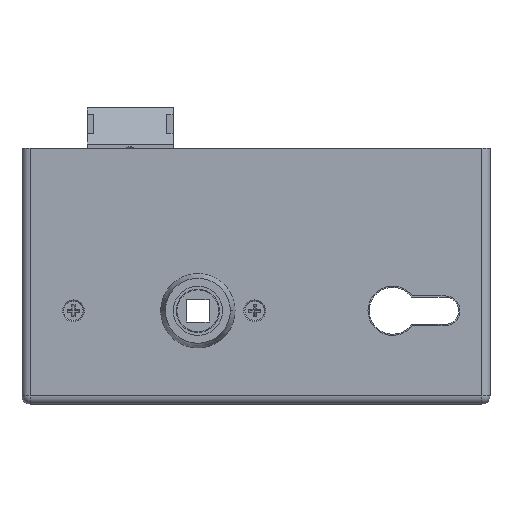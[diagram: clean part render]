
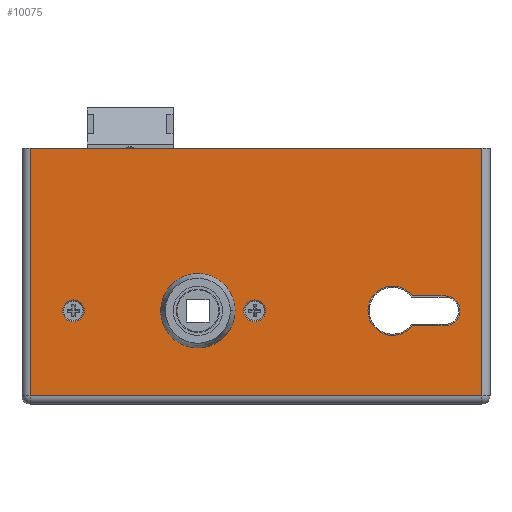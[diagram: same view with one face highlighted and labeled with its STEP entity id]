
A CAD part, left-side view. The second image highlights one B-rep face of the part: STEP entity #10075.
In plain terms, the highlighted planar face has unit normal (-1, 0, 0).
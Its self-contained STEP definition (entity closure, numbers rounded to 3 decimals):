
#87 = AXIS2_PLACEMENT_3D ( 'NONE', #18363, #18079, #11674 ) ;
#105 = DIRECTION ( 'NONE',  ( 0., 1., 0. ) ) ;
#245 = AXIS2_PLACEMENT_3D ( 'NONE', #17340, #4801, #11333 ) ;
#339 = ORIENTED_EDGE ( 'NONE', *, *, #6929, .T. ) ;
#369 = EDGE_CURVE ( 'NONE', #4572, #6797, #19337, .T. ) ;
#461 = CARTESIAN_POINT ( 'NONE',  ( -15., -69.9, -18.25 ) ) ;
#639 = EDGE_LOOP ( 'NONE', ( #21066, #18437 ) ) ;
#910 = DIRECTION ( 'NONE',  ( 0., 0., 1. ) ) ;
#1062 = CIRCLE ( 'NONE', #4472, 4. ) ;
#1531 = VECTOR ( 'NONE', #6367, 1000. ) ;
#1532 = EDGE_CURVE ( 'NONE', #1775, #6176, #8024, .T. ) ;
#1775 = VERTEX_POINT ( 'NONE', #8736 ) ;
#2077 = VERTEX_POINT ( 'NONE', #6691 ) ;
#2161 = DIRECTION ( 'NONE',  ( 1., 0., 0. ) ) ;
#2277 = CARTESIAN_POINT ( 'NONE',  ( -15., 0.5, -12.75 ) ) ;
#2531 = EDGE_LOOP ( 'NONE', ( #7821, #17943, #14712, #21254 ) ) ;
#2971 = AXIS2_PLACEMENT_3D ( 'NONE', #20732, #10894, #910 ) ;
#3008 = VERTEX_POINT ( 'NONE', #12910 ) ;
#3030 = DIRECTION ( 'NONE',  ( 0., -1., 0. ) ) ;
#3176 = DIRECTION ( 'NONE',  ( 0., 1., 0. ) ) ;
#3215 = EDGE_CURVE ( 'NONE', #20286, #2077, #1062, .T. ) ;
#3262 = CARTESIAN_POINT ( 'NONE',  ( -15., -50.5, -12.75 ) ) ;
#3422 = DIRECTION ( 'NONE',  ( 1., 0., 0. ) ) ;
#3545 = DIRECTION ( 'NONE',  ( 0., 0., 1. ) ) ;
#3629 = FACE_BOUND ( 'NONE', #13815, .T. ) ;
#4447 = CARTESIAN_POINT ( 'NONE',  ( -15., -69.9, -7.25 ) ) ;
#4472 = AXIS2_PLACEMENT_3D ( 'NONE', #16534, #13547, #3545 ) ;
#4572 = VERTEX_POINT ( 'NONE', #461 ) ;
#4712 = AXIS2_PLACEMENT_3D ( 'NONE', #2277, #8957, #7434 ) ;
#4801 = DIRECTION ( 'NONE',  ( 1., 0., 0. ) ) ;
#5243 = ORIENTED_EDGE ( 'NONE', *, *, #8860, .T. ) ;
#5579 = LINE ( 'NONE', #16941, #18618 ) ;
#5685 = ORIENTED_EDGE ( 'NONE', *, *, #7457, .T. ) ;
#5763 = EDGE_CURVE ( 'NONE', #20783, #12846, #17086, .T. ) ;
#5958 = EDGE_CURVE ( 'NONE', #3008, #6873, #7836, .T. ) ;
#5985 = DIRECTION ( 'NONE',  ( 0., 1., 0. ) ) ;
#6176 = VERTEX_POINT ( 'NONE', #14106 ) ;
#6248 = VECTOR ( 'NONE', #10293, 1000. ) ;
#6345 = CARTESIAN_POINT ( 'NONE',  ( -15., 86.5, 47.25 ) ) ;
#6367 = DIRECTION ( 'NONE',  ( 0., 0., 1. ) ) ;
#6691 = CARTESIAN_POINT ( 'NONE',  ( -15., 67.5, -16.75 ) ) ;
#6797 = VERTEX_POINT ( 'NONE', #17137 ) ;
#6873 = VERTEX_POINT ( 'NONE', #17276 ) ;
#6929 = EDGE_CURVE ( 'NONE', #6797, #1775, #20856, .T. ) ;
#6989 = LINE ( 'NONE', #6345, #15214 ) ;
#7298 = EDGE_CURVE ( 'NONE', #6873, #3008, #20592, .T. ) ;
#7434 = DIRECTION ( 'NONE',  ( 0., 0., 1. ) ) ;
#7457 = EDGE_CURVE ( 'NONE', #19746, #4572, #10622, .T. ) ;
#7502 = FACE_BOUND ( 'NONE', #11008, .T. ) ;
#7549 = ORIENTED_EDGE ( 'NONE', *, *, #15882, .F. ) ;
#7713 = DIRECTION ( 'NONE',  ( 0., -1., 0. ) ) ;
#7821 = ORIENTED_EDGE ( 'NONE', *, *, #14746, .T. ) ;
#7836 = CIRCLE ( 'NONE', #87, 4. ) ;
#8024 = CIRCLE ( 'NONE', #9351, 9.1 ) ;
#8175 = VERTEX_POINT ( 'NONE', #12114 ) ;
#8241 = CARTESIAN_POINT ( 'NONE',  ( -15., 21.5, -12.75 ) ) ;
#8634 = CARTESIAN_POINT ( 'NONE',  ( -15., -69.9, -7.25 ) ) ;
#8736 = CARTESIAN_POINT ( 'NONE',  ( -15., -41.4, -12.75 ) ) ;
#8769 = EDGE_LOOP ( 'NONE', ( #5243, #5685, #11639, #339, #10559 ) ) ;
#8772 = DIRECTION ( 'NONE',  ( 0., 0., -1. ) ) ;
#8860 = EDGE_CURVE ( 'NONE', #6176, #19746, #15510, .T. ) ;
#8957 = DIRECTION ( 'NONE',  ( -1., 0., 0. ) ) ;
#9218 = PLANE ( 'NONE',  #14740 ) ;
#9351 = AXIS2_PLACEMENT_3D ( 'NONE', #3262, #19744, #105 ) ;
#9555 = FACE_OUTER_BOUND ( 'NONE', #2531, .T. ) ;
#9581 = DIRECTION ( 'NONE',  ( 0., 1., 0. ) ) ;
#10075 = ADVANCED_FACE ( 'NONE', ( #7502, #13683, #3629, #9555, #16991 ), #9218, .F. ) ;
#10293 = DIRECTION ( 'NONE',  ( 0., -1., 0. ) ) ;
#10338 = CIRCLE ( 'NONE', #2971, 4. ) ;
#10554 = ORIENTED_EDGE ( 'NONE', *, *, #3215, .F. ) ;
#10559 = ORIENTED_EDGE ( 'NONE', *, *, #1532, .T. ) ;
#10622 = CIRCLE ( 'NONE', #12420, 5.5 ) ;
#10744 = CIRCLE ( 'NONE', #19624, 10.25 ) ;
#10894 = DIRECTION ( 'NONE',  ( -1., 0., 0. ) ) ;
#11008 = EDGE_LOOP ( 'NONE', ( #10554, #7549 ) ) ;
#11333 = DIRECTION ( 'NONE',  ( 0., 1., 0. ) ) ;
#11639 = ORIENTED_EDGE ( 'NONE', *, *, #369, .T. ) ;
#11674 = DIRECTION ( 'NONE',  ( 0., 0., 1. ) ) ;
#12114 = CARTESIAN_POINT ( 'NONE',  ( -15., -83.5, -44.25 ) ) ;
#12420 = AXIS2_PLACEMENT_3D ( 'NONE', #19369, #14755, #3176 ) ;
#12437 = VERTEX_POINT ( 'NONE', #19562 ) ;
#12619 = CARTESIAN_POINT ( 'NONE',  ( -15., 83.5, -44.25 ) ) ;
#12660 = LINE ( 'NONE', #14469, #13697 ) ;
#12846 = VERTEX_POINT ( 'NONE', #14427 ) ;
#12910 = CARTESIAN_POINT ( 'NONE',  ( -15., 0.5, -8.75 ) ) ;
#12928 = CARTESIAN_POINT ( 'NONE',  ( -15., 67.5, -8.75 ) ) ;
#13000 = DIRECTION ( 'NONE',  ( 0., 1., 0. ) ) ;
#13292 = VERTEX_POINT ( 'NONE', #18970 ) ;
#13315 = AXIS2_PLACEMENT_3D ( 'NONE', #18487, #2161, #13659 ) ;
#13547 = DIRECTION ( 'NONE',  ( -1., 0., 0. ) ) ;
#13659 = DIRECTION ( 'NONE',  ( 0., 1., 0. ) ) ;
#13683 = FACE_BOUND ( 'NONE', #8769, .T. ) ;
#13697 = VECTOR ( 'NONE', #3030, 1000. ) ;
#13815 = EDGE_LOOP ( 'NONE', ( #20744, #15646 ) ) ;
#14106 = CARTESIAN_POINT ( 'NONE',  ( -15., -57.75, -7.25 ) ) ;
#14427 = CARTESIAN_POINT ( 'NONE',  ( -15., 11.25, -12.75 ) ) ;
#14469 = CARTESIAN_POINT ( 'NONE',  ( -15., 86.5, -44.25 ) ) ;
#14568 = CARTESIAN_POINT ( 'NONE',  ( -15., -83.5, 47.25 ) ) ;
#14712 = ORIENTED_EDGE ( 'NONE', *, *, #16095, .F. ) ;
#14740 = AXIS2_PLACEMENT_3D ( 'NONE', #20713, #19143, #9581 ) ;
#14746 = EDGE_CURVE ( 'NONE', #15890, #8175, #12660, .T. ) ;
#14755 = DIRECTION ( 'NONE',  ( 1., 0., 0. ) ) ;
#15214 = VECTOR ( 'NONE', #7713, 1000. ) ;
#15292 = VECTOR ( 'NONE', #5985, 1000. ) ;
#15510 = LINE ( 'NONE', #8634, #6248 ) ;
#15646 = ORIENTED_EDGE ( 'NONE', *, *, #19505, .T. ) ;
#15666 = LINE ( 'NONE', #14568, #1531 ) ;
#15882 = EDGE_CURVE ( 'NONE', #2077, #20286, #10338, .T. ) ;
#15890 = VERTEX_POINT ( 'NONE', #12619 ) ;
#16095 = EDGE_CURVE ( 'NONE', #12437, #13292, #6989, .T. ) ;
#16534 = CARTESIAN_POINT ( 'NONE',  ( -15., 67.5, -12.75 ) ) ;
#16941 = CARTESIAN_POINT ( 'NONE',  ( -15., 83.5, 47.25 ) ) ;
#16991 = FACE_BOUND ( 'NONE', #639, .T. ) ;
#17086 = CIRCLE ( 'NONE', #13315, 10.25 ) ;
#17137 = CARTESIAN_POINT ( 'NONE',  ( -15., -57.75, -18.25 ) ) ;
#17276 = CARTESIAN_POINT ( 'NONE',  ( -15., 0.5, -16.75 ) ) ;
#17340 = CARTESIAN_POINT ( 'NONE',  ( -15., -50.5, -12.75 ) ) ;
#17943 = ORIENTED_EDGE ( 'NONE', *, *, #18032, .T. ) ;
#17988 = CARTESIAN_POINT ( 'NONE',  ( -15., 31.75, -12.75 ) ) ;
#18032 = EDGE_CURVE ( 'NONE', #8175, #13292, #15666, .T. ) ;
#18079 = DIRECTION ( 'NONE',  ( -1., 0., 0. ) ) ;
#18363 = CARTESIAN_POINT ( 'NONE',  ( -15., 0.5, -12.75 ) ) ;
#18437 = ORIENTED_EDGE ( 'NONE', *, *, #7298, .F. ) ;
#18487 = CARTESIAN_POINT ( 'NONE',  ( -15., 21.5, -12.75 ) ) ;
#18618 = VECTOR ( 'NONE', #8772, 1000. ) ;
#18970 = CARTESIAN_POINT ( 'NONE',  ( -15., -83.5, 47.25 ) ) ;
#19143 = DIRECTION ( 'NONE',  ( 1., 0., 0. ) ) ;
#19205 = CARTESIAN_POINT ( 'NONE',  ( -15., -57.75, -18.25 ) ) ;
#19337 = LINE ( 'NONE', #19205, #15292 ) ;
#19369 = CARTESIAN_POINT ( 'NONE',  ( -15., -69.9, -12.75 ) ) ;
#19505 = EDGE_CURVE ( 'NONE', #12846, #20783, #10744, .T. ) ;
#19562 = CARTESIAN_POINT ( 'NONE',  ( -15., 83.5, 47.25 ) ) ;
#19624 = AXIS2_PLACEMENT_3D ( 'NONE', #8241, #3422, #13000 ) ;
#19744 = DIRECTION ( 'NONE',  ( 1., 0., 0. ) ) ;
#19746 = VERTEX_POINT ( 'NONE', #4447 ) ;
#20286 = VERTEX_POINT ( 'NONE', #12928 ) ;
#20592 = CIRCLE ( 'NONE', #4712, 4. ) ;
#20713 = CARTESIAN_POINT ( 'NONE',  ( -15., 86.5, 47.25 ) ) ;
#20732 = CARTESIAN_POINT ( 'NONE',  ( -15., 67.5, -12.75 ) ) ;
#20744 = ORIENTED_EDGE ( 'NONE', *, *, #5763, .T. ) ;
#20783 = VERTEX_POINT ( 'NONE', #17988 ) ;
#20856 = CIRCLE ( 'NONE', #245, 9.1 ) ;
#21017 = EDGE_CURVE ( 'NONE', #12437, #15890, #5579, .T. ) ;
#21066 = ORIENTED_EDGE ( 'NONE', *, *, #5958, .F. ) ;
#21254 = ORIENTED_EDGE ( 'NONE', *, *, #21017, .T. ) ;
